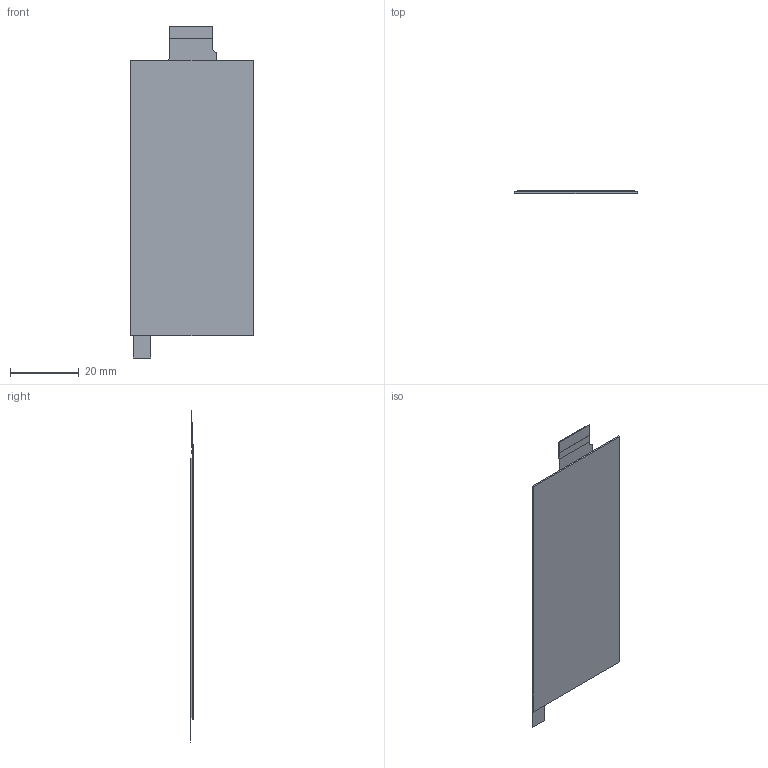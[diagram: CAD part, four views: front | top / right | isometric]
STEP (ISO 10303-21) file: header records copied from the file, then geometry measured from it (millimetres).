
FILE_DESCRIPTION (( 'STEP AP214' ), '1' );
FILE_NAME ('YMS168384-029BAA-W1_3D.STEP', '2025-03-13T05:04:01', ( '' ), ( '' ), 'SwSTEP 2.0', 'SolidWorks 2014', '' );
FILE_SCHEMA (( 'AUTOMOTIVE_DESIGN' ));
Length unit declared in the file: millimetre
Products named in the file (1): YMS168384-029BAA-W1_3D
Bounding box: 35.57 x 1.1 x 96.26 mm (x, y, z)
Volume: 2590.4 mm3; surface area: 6312.8 mm2
Topology: 2 solids, 2 shells, 44 faces, 111 edges, 73 vertices
Faces by surface type: plane 43, cylinder 1
Entity records: 1402 total; most frequent: CARTESIAN_POINT 229, ORIENTED_EDGE 222, DIRECTION 203, EDGE_CURVE 111, VECTOR 109, LINE 109, VERTEX_POINT 73, AXIS2_PLACEMENT_3D 47
